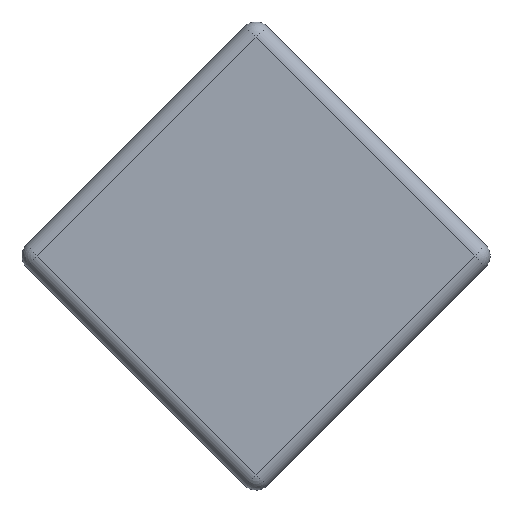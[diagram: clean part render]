
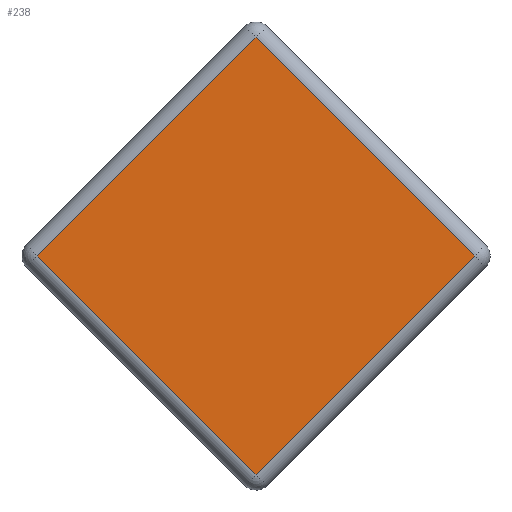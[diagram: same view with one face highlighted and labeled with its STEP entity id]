
A CAD part, front view. The second image highlights one B-rep face of the part: STEP entity #238.
In plain terms, the highlighted planar face has unit normal (0, -1, 0).
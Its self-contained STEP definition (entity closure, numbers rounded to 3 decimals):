
#5 = VERTEX_POINT ( 'NONE', #135 ) ;
#14 = LINE ( 'NONE', #257, #176 ) ;
#31 = CARTESIAN_POINT ( 'NONE',  ( 0., -20., -274.559 ) ) ;
#72 = LINE ( 'NONE', #31, #375 ) ;
#78 = EDGE_LOOP ( 'NONE', ( #508, #468, #307, #503 ) ) ;
#80 = LINE ( 'NONE', #118, #290 ) ;
#85 = EDGE_CURVE ( 'NONE', #246, #255, #14, .T. ) ;
#109 = DIRECTION ( 'NONE',  ( 0.707, 0., 0.707 ) ) ;
#118 = CARTESIAN_POINT ( 'NONE',  ( -274.559, -20., 0. ) ) ;
#126 = LINE ( 'NONE', #153, #323 ) ;
#135 = CARTESIAN_POINT ( 'NONE',  ( -274.559, -20., 0. ) ) ;
#142 = CARTESIAN_POINT ( 'NONE',  ( 0., -20., -274.559 ) ) ;
#153 = CARTESIAN_POINT ( 'NONE',  ( 274.559, -20., 0. ) ) ;
#163 = DIRECTION ( 'NONE',  ( -0.707, 0., -0.707 ) ) ;
#167 = DIRECTION ( 'NONE',  ( -0.707, 0., 0.707 ) ) ;
#175 = VERTEX_POINT ( 'NONE', #142 ) ;
#176 = VECTOR ( 'NONE', #167, 1000. ) ;
#238 = ADVANCED_FACE ( 'NONE', ( #430 ), #335, .F. ) ;
#246 = VERTEX_POINT ( 'NONE', #369 ) ;
#255 = VERTEX_POINT ( 'NONE', #410 ) ;
#257 = CARTESIAN_POINT ( 'NONE',  ( 0., -20., 274.559 ) ) ;
#290 = VECTOR ( 'NONE', #163, 1000. ) ;
#307 = ORIENTED_EDGE ( 'NONE', *, *, #437, .T. ) ;
#323 = VECTOR ( 'NONE', #109, 1000. ) ;
#330 = CARTESIAN_POINT ( 'NONE',  ( 274.559, -20., 0. ) ) ;
#335 = PLANE ( 'NONE',  #423 ) ;
#341 = EDGE_CURVE ( 'NONE', #175, #246, #126, .T. ) ;
#343 = DIRECTION ( 'NONE',  ( 0., 1., 0. ) ) ;
#369 = CARTESIAN_POINT ( 'NONE',  ( 274.559, -20., 0. ) ) ;
#375 = VECTOR ( 'NONE', #505, 1000. ) ;
#377 = DIRECTION ( 'NONE',  ( 0., 0., 1. ) ) ;
#410 = CARTESIAN_POINT ( 'NONE',  ( 0., -20., 274.559 ) ) ;
#423 = AXIS2_PLACEMENT_3D ( 'NONE', #330, #343, #377 ) ;
#430 = FACE_OUTER_BOUND ( 'NONE', #78, .T. ) ;
#437 = EDGE_CURVE ( 'NONE', #255, #5, #80, .T. ) ;
#462 = EDGE_CURVE ( 'NONE', #5, #175, #72, .T. ) ;
#468 = ORIENTED_EDGE ( 'NONE', *, *, #85, .T. ) ;
#503 = ORIENTED_EDGE ( 'NONE', *, *, #462, .T. ) ;
#505 = DIRECTION ( 'NONE',  ( 0.707, 0., -0.707 ) ) ;
#508 = ORIENTED_EDGE ( 'NONE', *, *, #341, .T. ) ;
